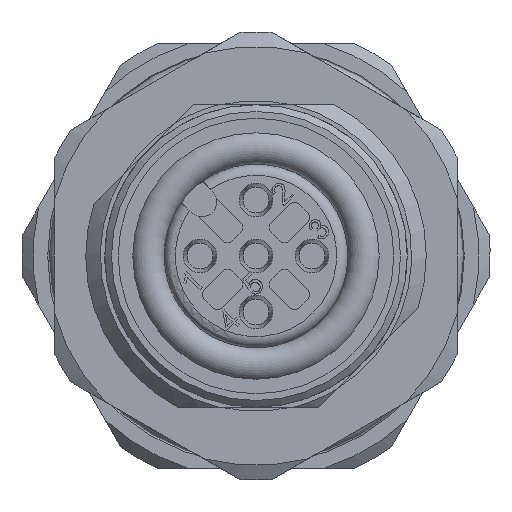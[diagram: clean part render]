
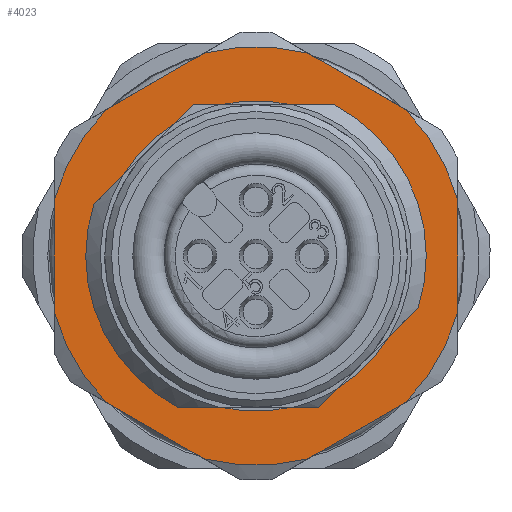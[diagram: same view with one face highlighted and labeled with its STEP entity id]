
A CAD part, left-side view. The second image highlights one B-rep face of the part: STEP entity #4023.
In plain terms, the highlighted planar face has unit normal (-1, 0, 0).
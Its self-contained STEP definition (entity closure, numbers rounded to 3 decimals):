
#203=PLANE('',#5060);
#1054=EDGE_LOOP('',(#2748,#2749,#2750,#2751,#2752,#2753,#2754,#2755,#2756,
#2757,#2758,#2759));
#1055=EDGE_LOOP('',(#2760,#2761,#2762,#2763,#2764,#2765,#2766,#2767,#2768,
#2769,#2770,#2771,#2772,#2773));
#1089=LINE('',#6277,#1336);
#1097=LINE('',#6294,#1344);
#1101=LINE('',#6311,#1348);
#1108=LINE('',#6324,#1355);
#1112=LINE('',#6342,#1359);
#1116=LINE('',#6359,#1363);
#1124=LINE('',#6376,#1371);
#1127=LINE('',#6390,#1374);
#1308=LINE('',#8917,#1587);
#1309=LINE('',#8921,#1588);
#1310=LINE('',#8925,#1589);
#1311=LINE('',#8929,#1590);
#1312=LINE('',#8933,#1591);
#1313=LINE('',#8937,#1592);
#1336=VECTOR('',#5127,1.);
#1344=VECTOR('',#5135,1.);
#1348=VECTOR('',#5141,1.);
#1355=VECTOR('',#5148,1.);
#1359=VECTOR('',#5154,1.);
#1363=VECTOR('',#5158,1.);
#1371=VECTOR('',#5168,1.);
#1374=VECTOR('',#5171,1.);
#1587=VECTOR('',#6122,1.);
#1588=VECTOR('',#6125,1.);
#1589=VECTOR('',#6128,1.);
#1590=VECTOR('',#6131,1.);
#1591=VECTOR('',#6134,1.);
#1592=VECTOR('',#6137,1.);
#2748=ORIENTED_EDGE('',*,*,#3490,.F.);
#2749=ORIENTED_EDGE('',*,*,#3491,.F.);
#2750=ORIENTED_EDGE('',*,*,#3492,.F.);
#2751=ORIENTED_EDGE('',*,*,#3493,.F.);
#2752=ORIENTED_EDGE('',*,*,#3494,.F.);
#2753=ORIENTED_EDGE('',*,*,#3495,.F.);
#2754=ORIENTED_EDGE('',*,*,#3496,.F.);
#2755=ORIENTED_EDGE('',*,*,#3497,.F.);
#2756=ORIENTED_EDGE('',*,*,#3498,.F.);
#2757=ORIENTED_EDGE('',*,*,#3499,.F.);
#2758=ORIENTED_EDGE('',*,*,#3500,.F.);
#2759=ORIENTED_EDGE('',*,*,#3501,.F.);
#2760=ORIENTED_EDGE('',*,*,#3502,.F.);
#2761=ORIENTED_EDGE('',*,*,#2913,.T.);
#2762=ORIENTED_EDGE('',*,*,#2934,.T.);
#2763=ORIENTED_EDGE('',*,*,#3503,.F.);
#2764=ORIENTED_EDGE('',*,*,#2927,.T.);
#2765=ORIENTED_EDGE('',*,*,#2909,.T.);
#2766=ORIENTED_EDGE('',*,*,#2954,.F.);
#2767=ORIENTED_EDGE('',*,*,#3504,.F.);
#2768=ORIENTED_EDGE('',*,*,#2959,.F.);
#2769=ORIENTED_EDGE('',*,*,#2940,.F.);
#2770=ORIENTED_EDGE('',*,*,#3505,.F.);
#2771=ORIENTED_EDGE('',*,*,#2946,.F.);
#2772=ORIENTED_EDGE('',*,*,#2905,.T.);
#2773=ORIENTED_EDGE('',*,*,#2921,.T.);
#2905=EDGE_CURVE('',#4218,#4219,#3552,.T.);
#2909=EDGE_CURVE('',#4222,#4223,#3554,.T.);
#2913=EDGE_CURVE('',#4226,#4227,#1089,.T.);
#2921=EDGE_CURVE('',#4219,#4234,#1097,.T.);
#2927=EDGE_CURVE('',#4239,#4222,#1101,.T.);
#2934=EDGE_CURVE('',#4227,#4244,#1108,.T.);
#2940=EDGE_CURVE('',#4249,#4250,#1112,.T.);
#2946=EDGE_CURVE('',#4218,#4255,#1116,.T.);
#2954=EDGE_CURVE('',#4262,#4223,#1124,.T.);
#2959=EDGE_CURVE('',#4250,#4266,#1127,.T.);
#3490=EDGE_CURVE('',#4634,#4635,#3724,.T.);
#3491=EDGE_CURVE('',#4636,#4634,#1308,.T.);
#3492=EDGE_CURVE('',#4637,#4636,#3725,.T.);
#3493=EDGE_CURVE('',#4638,#4637,#1309,.T.);
#3494=EDGE_CURVE('',#4639,#4638,#3726,.T.);
#3495=EDGE_CURVE('',#4640,#4639,#1310,.T.);
#3496=EDGE_CURVE('',#4641,#4640,#3727,.T.);
#3497=EDGE_CURVE('',#4642,#4641,#1311,.T.);
#3498=EDGE_CURVE('',#4643,#4642,#3728,.T.);
#3499=EDGE_CURVE('',#4644,#4643,#1312,.T.);
#3500=EDGE_CURVE('',#4645,#4644,#3729,.T.);
#3501=EDGE_CURVE('',#4635,#4645,#1313,.T.);
#3502=EDGE_CURVE('',#4226,#4234,#3730,.T.);
#3503=EDGE_CURVE('',#4239,#4244,#3731,.T.);
#3504=EDGE_CURVE('',#4266,#4262,#3732,.T.);
#3505=EDGE_CURVE('',#4255,#4249,#3733,.T.);
#3552=CIRCLE('',#4673,7.6);
#3554=CIRCLE('',#4676,7.6);
#3724=CIRCLE('',#5050,9.346);
#3725=CIRCLE('',#5051,9.346);
#3726=CIRCLE('',#5052,9.346);
#3727=CIRCLE('',#5053,9.346);
#3728=CIRCLE('',#5054,9.346);
#3729=CIRCLE('',#5055,9.346);
#3730=CIRCLE('',#5056,6.93);
#3731=CIRCLE('',#5057,6.93);
#3732=CIRCLE('',#5058,6.93);
#3733=CIRCLE('',#5059,6.93);
#4023=ADVANCED_FACE('',(#4210,#4211),#203,.F.);
#4210=FACE_BOUND('',#1054,.T.);
#4211=FACE_BOUND('',#1055,.T.);
#4218=VERTEX_POINT('',#6260);
#4219=VERTEX_POINT('',#6261);
#4222=VERTEX_POINT('',#6269);
#4223=VERTEX_POINT('',#6270);
#4226=VERTEX_POINT('',#6278);
#4227=VERTEX_POINT('',#6279);
#4234=VERTEX_POINT('',#6293);
#4239=VERTEX_POINT('',#6312);
#4244=VERTEX_POINT('',#6323);
#4249=VERTEX_POINT('',#6341);
#4250=VERTEX_POINT('',#6343);
#4255=VERTEX_POINT('',#6360);
#4262=VERTEX_POINT('',#6375);
#4266=VERTEX_POINT('',#6391);
#4634=VERTEX_POINT('',#8915);
#4635=VERTEX_POINT('',#8916);
#4636=VERTEX_POINT('',#8918);
#4637=VERTEX_POINT('',#8920);
#4638=VERTEX_POINT('',#8922);
#4639=VERTEX_POINT('',#8924);
#4640=VERTEX_POINT('',#8926);
#4641=VERTEX_POINT('',#8928);
#4642=VERTEX_POINT('',#8930);
#4643=VERTEX_POINT('',#8932);
#4644=VERTEX_POINT('',#8934);
#4645=VERTEX_POINT('',#8936);
#4673=AXIS2_PLACEMENT_3D('',#6259,#5111,#5112);
#4676=AXIS2_PLACEMENT_3D('',#6268,#5119,#5120);
#5050=AXIS2_PLACEMENT_3D('',#8914,#6120,#6121);
#5051=AXIS2_PLACEMENT_3D('',#8919,#6123,#6124);
#5052=AXIS2_PLACEMENT_3D('',#8923,#6126,#6127);
#5053=AXIS2_PLACEMENT_3D('',#8927,#6129,#6130);
#5054=AXIS2_PLACEMENT_3D('',#8931,#6132,#6133);
#5055=AXIS2_PLACEMENT_3D('',#8935,#6135,#6136);
#5056=AXIS2_PLACEMENT_3D('',#8938,#6138,#6139);
#5057=AXIS2_PLACEMENT_3D('',#8939,#6140,#6141);
#5058=AXIS2_PLACEMENT_3D('',#8940,#6142,#6143);
#5059=AXIS2_PLACEMENT_3D('',#8941,#6144,#6145);
#5060=AXIS2_PLACEMENT_3D('',#8942,#6146,#6147);
#5111=DIRECTION('',(1.,0.,0.));
#5112=DIRECTION('',(0.,0.,-1.));
#5119=DIRECTION('',(1.,0.,0.));
#5120=DIRECTION('',(0.,0.,-1.));
#5127=DIRECTION('',(0.,-0.707,0.707));
#5135=DIRECTION('',(0.,-0.707,0.707));
#5141=DIRECTION('',(0.,-1.,0.));
#5148=DIRECTION('',(0.,-1.,0.));
#5154=DIRECTION('',(0.,-1.,0.));
#5158=DIRECTION('',(0.,-1.,0.));
#5168=DIRECTION('',(0.,-0.707,0.707));
#5171=DIRECTION('',(0.,-0.707,0.707));
#6120=DIRECTION('',(1.,0.,0.));
#6121=DIRECTION('',(0.,-1.,0.));
#6122=DIRECTION('',(0.,0.,-1.));
#6123=DIRECTION('',(1.,0.,0.));
#6124=DIRECTION('',(0.,-1.,0.));
#6125=DIRECTION('',(0.,-0.866,-0.5));
#6126=DIRECTION('',(1.,0.,0.));
#6127=DIRECTION('',(0.,-1.,0.));
#6128=DIRECTION('',(0.,-0.866,0.5));
#6129=DIRECTION('',(1.,0.,0.));
#6130=DIRECTION('',(0.,-1.,0.));
#6131=DIRECTION('',(0.,0.,1.));
#6132=DIRECTION('',(1.,0.,0.));
#6133=DIRECTION('',(0.,-1.,0.));
#6134=DIRECTION('',(0.,0.866,0.5));
#6135=DIRECTION('',(1.,0.,0.));
#6136=DIRECTION('',(0.,-1.,0.));
#6137=DIRECTION('',(0.,0.866,-0.5));
#6138=DIRECTION('',(-1.,0.,0.));
#6139=DIRECTION('',(0.,0.,-1.));
#6140=DIRECTION('',(-1.,0.,0.));
#6141=DIRECTION('',(0.,0.,-1.));
#6142=DIRECTION('',(-1.,0.,0.));
#6143=DIRECTION('',(0.,0.,-1.));
#6144=DIRECTION('',(-1.,0.,0.));
#6145=DIRECTION('',(0.,0.,-1.));
#6146=DIRECTION('',(1.,0.,0.));
#6147=DIRECTION('',(0.,-1.,0.));
#6259=CARTESIAN_POINT('',(9.5,0.,0.));
#6260=CARTESIAN_POINT('',(9.5,3.492,-6.75));
#6261=CARTESIAN_POINT('',(9.5,7.243,2.303));
#6268=CARTESIAN_POINT('',(9.5,0.,0.));
#6269=CARTESIAN_POINT('',(9.5,-3.492,6.75));
#6270=CARTESIAN_POINT('',(9.5,-7.243,-2.303));
#6277=CARTESIAN_POINT('',(9.5,8.835,0.711));
#6278=CARTESIAN_POINT('',(9.5,3.663,5.883));
#6279=CARTESIAN_POINT('',(9.5,2.796,6.75));
#6293=CARTESIAN_POINT('',(9.5,5.883,3.663));
#6294=CARTESIAN_POINT('',(9.5,8.835,0.711));
#6311=CARTESIAN_POINT('',(9.5,2.796,6.75));
#6312=CARTESIAN_POINT('',(9.5,-1.569,6.75));
#6323=CARTESIAN_POINT('',(9.5,1.569,6.75));
#6324=CARTESIAN_POINT('',(9.5,2.796,6.75));
#6341=CARTESIAN_POINT('',(9.5,-1.569,-6.75));
#6342=CARTESIAN_POINT('',(9.5,5.744,-6.75));
#6343=CARTESIAN_POINT('',(9.5,-2.796,-6.75));
#6359=CARTESIAN_POINT('',(9.5,5.744,-6.75));
#6360=CARTESIAN_POINT('',(9.5,1.569,-6.75));
#6375=CARTESIAN_POINT('',(9.5,-5.883,-3.663));
#6376=CARTESIAN_POINT('',(9.5,-2.796,-6.75));
#6390=CARTESIAN_POINT('',(9.5,-2.796,-6.75));
#6391=CARTESIAN_POINT('',(9.5,-3.663,-5.883));
#8914=CARTESIAN_POINT('',(9.5,0.,0.));
#8915=CARTESIAN_POINT('',(9.5,-9.,-2.521));
#8916=CARTESIAN_POINT('',(9.5,-6.683,-6.534));
#8917=CARTESIAN_POINT('',(9.5,-9.,4.359));
#8918=CARTESIAN_POINT('',(9.5,-9.,2.521));
#8919=CARTESIAN_POINT('',(9.5,0.,0.));
#8920=CARTESIAN_POINT('',(9.5,-6.683,6.534));
#8921=CARTESIAN_POINT('',(9.5,-0.725,9.974));
#8922=CARTESIAN_POINT('',(9.5,-2.317,9.055));
#8923=CARTESIAN_POINT('',(9.5,0.,0.));
#8924=CARTESIAN_POINT('',(9.5,2.317,9.055));
#8925=CARTESIAN_POINT('',(9.5,8.275,5.615));
#8926=CARTESIAN_POINT('',(9.5,6.683,6.534));
#8927=CARTESIAN_POINT('',(9.5,0.,0.));
#8928=CARTESIAN_POINT('',(9.5,9.,2.521));
#8929=CARTESIAN_POINT('',(9.5,9.,-4.359));
#8930=CARTESIAN_POINT('',(9.5,9.,-2.521));
#8931=CARTESIAN_POINT('',(9.5,0.,0.));
#8932=CARTESIAN_POINT('',(9.5,6.683,-6.534));
#8933=CARTESIAN_POINT('',(9.5,0.725,-9.974));
#8934=CARTESIAN_POINT('',(9.5,2.317,-9.055));
#8935=CARTESIAN_POINT('',(9.5,0.,0.));
#8936=CARTESIAN_POINT('',(9.5,-2.317,-9.055));
#8937=CARTESIAN_POINT('',(9.5,-8.275,-5.615));
#8938=CARTESIAN_POINT('',(9.5,0.,0.));
#8939=CARTESIAN_POINT('',(9.5,0.,0.));
#8940=CARTESIAN_POINT('',(9.5,0.,0.));
#8941=CARTESIAN_POINT('',(9.5,0.,0.));
#8942=CARTESIAN_POINT('',(9.5,0.,0.));
